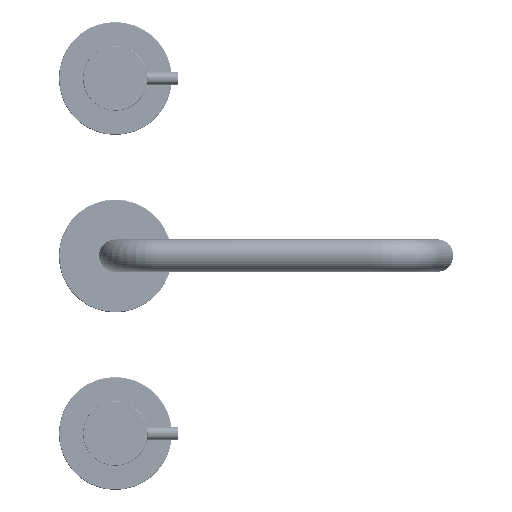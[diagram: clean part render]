
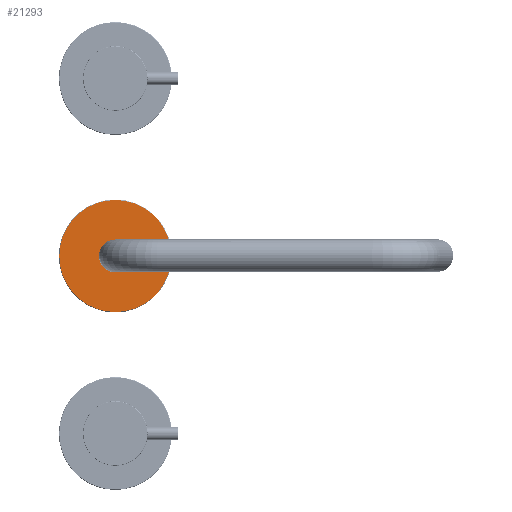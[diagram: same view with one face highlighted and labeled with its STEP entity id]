
A CAD part, top view. The second image highlights one B-rep face of the part: STEP entity #21293.
In plain terms, the highlighted face is planar.
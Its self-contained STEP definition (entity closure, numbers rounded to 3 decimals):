
#3947=PLANE('',#31674);
#5917=ORIENTED_EDGE('',*,*,#10507,.T.);
#5918=ORIENTED_EDGE('',*,*,#10508,.T.);
#10507=EDGE_CURVE('',#12998,#12998,#14903,.T.);
#10508=EDGE_CURVE('',#12999,#12999,#14904,.T.);
#12998=VERTEX_POINT('',#43492);
#12999=VERTEX_POINT('',#43494);
#14903=CIRCLE('',#31675,34.7);
#14904=CIRCLE('',#31676,10.1);
#16226=EDGE_LOOP('',(#5917));
#16227=EDGE_LOOP('',(#5918));
#18726=FACE_BOUND('',#16226,.T.);
#18727=FACE_BOUND('',#16227,.T.);
#21293=ADVANCED_FACE('',(#18726,#18727),#3947,.T.);
#31674=AXIS2_PLACEMENT_3D('',#43490,#35556,#35557);
#31675=AXIS2_PLACEMENT_3D('',#43491,#35558,#35559);
#31676=AXIS2_PLACEMENT_3D('',#43493,#35560,#35561);
#35556=DIRECTION('',(0.,1.,0.));
#35557=DIRECTION('',(0.,0.,1.));
#35558=DIRECTION('',(0.,1.,0.));
#35559=DIRECTION('',(0.,0.,1.));
#35560=DIRECTION('',(0.,-1.,0.));
#35561=DIRECTION('',(0.,0.,1.));
#43490=CARTESIAN_POINT('',(0.,0.,0.));
#43491=CARTESIAN_POINT('',(0.,0.,0.));
#43492=CARTESIAN_POINT('',(0.,0.,34.7));
#43493=CARTESIAN_POINT('',(0.,0.,0.));
#43494=CARTESIAN_POINT('',(0.,0.,10.1));
